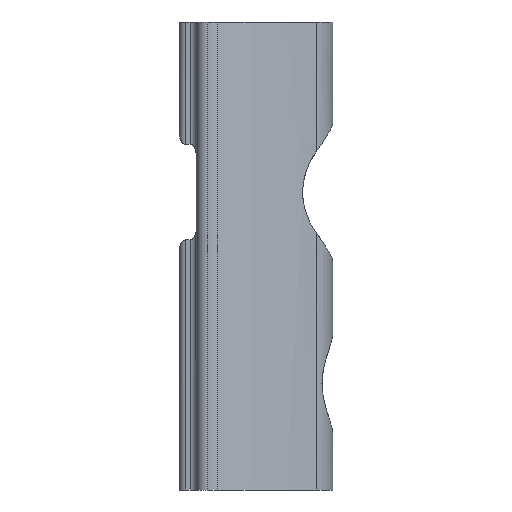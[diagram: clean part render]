
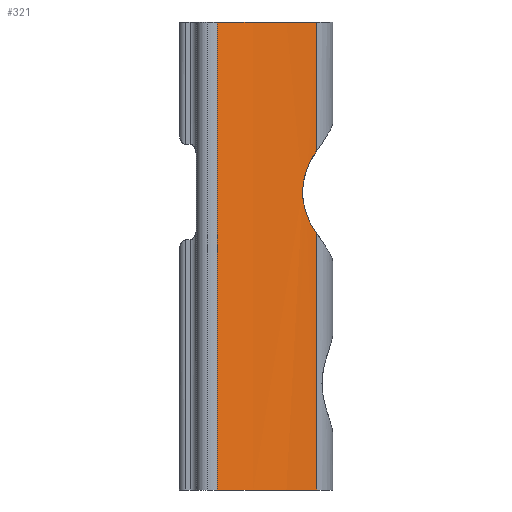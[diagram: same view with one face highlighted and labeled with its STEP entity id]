
A CAD part, left-side view. The second image highlights one B-rep face of the part: STEP entity #321.
In plain terms, the highlighted cylindrical face has radius 15 mm (diameter 30 mm), a partial arc.
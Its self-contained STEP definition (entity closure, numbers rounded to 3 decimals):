
#8 = EDGE_CURVE ( 'NONE', #954, #1136, #1446, .T. ) ;
#21 = DIRECTION ( 'NONE',  ( -1., 0., 0. ) ) ;
#23 = CARTESIAN_POINT ( 'NONE',  ( 7.913, 4.057, 22. ) ) ;
#32 = CARTESIAN_POINT ( 'NONE',  ( -3.285, -5.922, 14.892 ) ) ;
#46 = DIRECTION ( 'NONE',  ( 0., 0., -1. ) ) ;
#51 = AXIS2_PLACEMENT_3D ( 'NONE', #23, #46, #21 ) ;
#154 = CARTESIAN_POINT ( 'NONE',  ( -3.4, -5.792, 13.817 ) ) ;
#194 = VECTOR ( 'NONE', #894, 1000. ) ;
#214 = EDGE_CURVE ( 'NONE', #428, #942, #1448, .T. ) ;
#226 = EDGE_LOOP ( 'NONE', ( #452, #1119, #1181, #563, #953, #1060 ) ) ;
#272 = AXIS2_PLACEMENT_3D ( 'NONE', #1424, #1419, #1417 ) ;
#321 = ADVANCED_FACE ( 'NONE', ( #1267 ), #655, .T. ) ;
#393 = EDGE_CURVE ( 'NONE', #640, #1101, #830, .T. ) ;
#428 = VERTEX_POINT ( 'NONE', #1388 ) ;
#433 = LINE ( 'NONE', #1162, #1024 ) ;
#452 = ORIENTED_EDGE ( 'NONE', *, *, #1133, .T. ) ;
#482 = CARTESIAN_POINT ( 'NONE',  ( -3.385, -5.809, 14.363 ) ) ;
#511 = LINE ( 'NONE', #1278, #194 ) ;
#534 = CARTESIAN_POINT ( 'NONE',  ( -3.112, -6.114, 15.38 ) ) ;
#548 = LINE ( 'NONE', #744, #1102 ) ;
#550 = DIRECTION ( 'NONE',  ( 1., 0., 0. ) ) ;
#563 = ORIENTED_EDGE ( 'NONE', *, *, #214, .F. ) ;
#576 = DIRECTION ( 'NONE',  ( 0., 0., 1. ) ) ;
#582 = CARTESIAN_POINT ( 'NONE',  ( 7.913, 4.057, 22. ) ) ;
#591 = CARTESIAN_POINT ( 'NONE',  ( -3.178, -6.042, 15.222 ) ) ;
#640 = VERTEX_POINT ( 'NONE', #672 ) ;
#642 = CARTESIAN_POINT ( 'NONE',  ( -3.177, -6.043, 12.776 ) ) ;
#646 = CARTESIAN_POINT ( 'NONE',  ( -3.328, -5.875, 14.721 ) ) ;
#655 = CYLINDRICAL_SURFACE ( 'NONE', #51, 15. ) ;
#672 = CARTESIAN_POINT ( 'NONE',  ( -2.79, -6.451, 12.057 ) ) ;
#683 = CARTESIAN_POINT ( 'NONE',  ( -3.4, -5.792, 14.181 ) ) ;
#744 = CARTESIAN_POINT ( 'NONE',  ( -5.901, -1.787, 22. ) ) ;
#767 = CARTESIAN_POINT ( 'NONE',  ( -2.79, -6.451, 22. ) ) ;
#781 = CARTESIAN_POINT ( 'NONE',  ( -5.901, -1.787, 0. ) ) ;
#805 = CARTESIAN_POINT ( 'NONE',  ( -2.79, -6.451, 15.943 ) ) ;
#830 = B_SPLINE_CURVE_WITH_KNOTS ( 'NONE', 3,
 ( #1089, #863, #1225, #1273, #642, #835, #964, #996, #154, #683, #482, #646, #32, #591, #534, #936, #1212, #805 ),
 .UNSPECIFIED., .F., .F.,
 ( 4, 2, 2, 2, 2, 2, 2, 2, 4 ),
 ( 0., 0.001, 0.001, 0.002, 0.002, 0.003, 0.003, 0.004, 0.004 ),
 .UNSPECIFIED. ) ;
#835 = CARTESIAN_POINT ( 'NONE',  ( -3.285, -5.923, 13.106 ) ) ;
#854 = DIRECTION ( 'NONE',  ( 0., 0., -1. ) ) ;
#863 = CARTESIAN_POINT ( 'NONE',  ( -2.881, -6.359, 12.188 ) ) ;
#894 = DIRECTION ( 'NONE',  ( 0., 0., 1. ) ) ;
#936 = CARTESIAN_POINT ( 'NONE',  ( -2.964, -6.272, 15.674 ) ) ;
#942 = VERTEX_POINT ( 'NONE', #767 ) ;
#953 = ORIENTED_EDGE ( 'NONE', *, *, #958, .T. ) ;
#954 = VERTEX_POINT ( 'NONE', #781 ) ;
#958 = EDGE_CURVE ( 'NONE', #428, #954, #548, .T. ) ;
#964 = CARTESIAN_POINT ( 'NONE',  ( -3.327, -5.875, 13.277 ) ) ;
#996 = CARTESIAN_POINT ( 'NONE',  ( -3.385, -5.809, 13.632 ) ) ;
#1000 = AXIS2_PLACEMENT_3D ( 'NONE', #582, #576, #550 ) ;
#1024 = VECTOR ( 'NONE', #1140, 1000. ) ;
#1040 = EDGE_CURVE ( 'NONE', #1101, #942, #511, .T. ) ;
#1060 = ORIENTED_EDGE ( 'NONE', *, *, #8, .T. ) ;
#1089 = CARTESIAN_POINT ( 'NONE',  ( -2.79, -6.451, 12.057 ) ) ;
#1101 = VERTEX_POINT ( 'NONE', #1207 ) ;
#1102 = VECTOR ( 'NONE', #854, 1000. ) ;
#1119 = ORIENTED_EDGE ( 'NONE', *, *, #393, .T. ) ;
#1133 = EDGE_CURVE ( 'NONE', #1136, #640, #433, .T. ) ;
#1136 = VERTEX_POINT ( 'NONE', #1183 ) ;
#1140 = DIRECTION ( 'NONE',  ( 0., 0., 1. ) ) ;
#1162 = CARTESIAN_POINT ( 'NONE',  ( -2.79, -6.451, 22. ) ) ;
#1181 = ORIENTED_EDGE ( 'NONE', *, *, #1040, .T. ) ;
#1183 = CARTESIAN_POINT ( 'NONE',  ( -2.79, -6.451, 0. ) ) ;
#1207 = CARTESIAN_POINT ( 'NONE',  ( -2.79, -6.451, 15.943 ) ) ;
#1212 = CARTESIAN_POINT ( 'NONE',  ( -2.881, -6.359, 15.812 ) ) ;
#1225 = CARTESIAN_POINT ( 'NONE',  ( -2.964, -6.272, 12.326 ) ) ;
#1267 = FACE_OUTER_BOUND ( 'NONE', #226, .T. ) ;
#1273 = CARTESIAN_POINT ( 'NONE',  ( -3.111, -6.114, 12.62 ) ) ;
#1278 = CARTESIAN_POINT ( 'NONE',  ( -2.79, -6.451, 22. ) ) ;
#1388 = CARTESIAN_POINT ( 'NONE',  ( -5.901, -1.787, 22. ) ) ;
#1417 = DIRECTION ( 'NONE',  ( 1., 0., 0. ) ) ;
#1419 = DIRECTION ( 'NONE',  ( 0., 0., 1. ) ) ;
#1424 = CARTESIAN_POINT ( 'NONE',  ( 7.913, 4.057, 0. ) ) ;
#1446 = CIRCLE ( 'NONE', #272, 15. ) ;
#1448 = CIRCLE ( 'NONE', #1000, 15. ) ;
